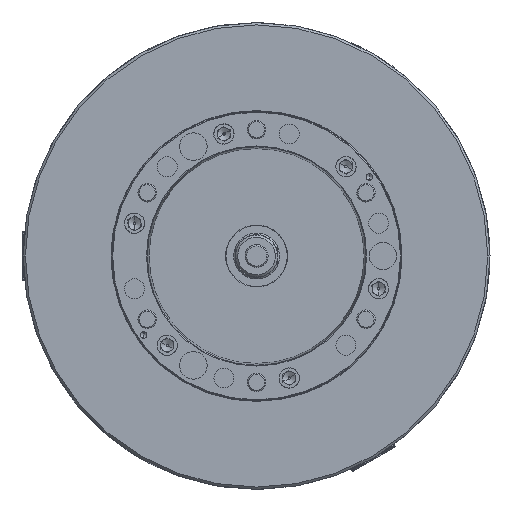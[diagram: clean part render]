
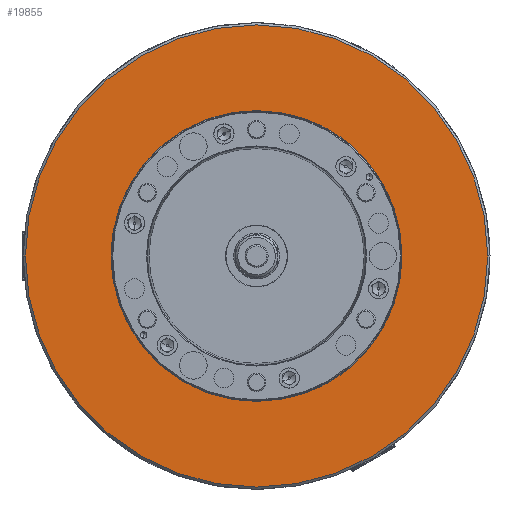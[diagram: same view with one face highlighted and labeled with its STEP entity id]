
A CAD part, left-side view. The second image highlights one B-rep face of the part: STEP entity #19855.
In plain terms, the highlighted planar face has unit normal (-1, 0, 0).
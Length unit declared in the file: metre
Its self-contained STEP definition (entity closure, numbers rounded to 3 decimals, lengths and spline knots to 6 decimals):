
#600 = CARTESIAN_POINT ( 'NONE',  ( -0.127, 0., 0. ) ) ;
#1810 = AXIS2_PLACEMENT_3D ( 'NONE', #4968, #39586, #31645 ) ;
#3499 = CARTESIAN_POINT ( 'NONE',  ( -0.127, 0., 0. ) ) ;
#3819 = AXIS2_PLACEMENT_3D ( 'NONE', #600, #17708, #47962 ) ;
#4968 = CARTESIAN_POINT ( 'NONE',  ( -0.127, 0.19, 0. ) ) ;
#5334 = PLANE ( 'NONE',  #1810 ) ;
#5649 = AXIS2_PLACEMENT_3D ( 'NONE', #38920, #47510, #55853 ) ;
#8164 = CARTESIAN_POINT ( 'NONE',  ( -0.127, -0.19, 0. ) ) ;
#17708 = DIRECTION ( 'NONE',  ( 1., 0., 0. ) ) ;
#19855 = ADVANCED_FACE ( 'NONE', ( #36770, #32055 ), #5334, .T. ) ;
#20977 = DIRECTION ( 'NONE',  ( 0., 1., 0. ) ) ;
#23656 = ORIENTED_EDGE ( 'NONE', *, *, #35276, .F. ) ;
#25100 = VERTEX_POINT ( 'NONE', #53019 ) ;
#25541 = CIRCLE ( 'NONE', #3819, 0.19 ) ;
#25566 = VERTEX_POINT ( 'NONE', #26077 ) ;
#25843 = EDGE_LOOP ( 'NONE', ( #23656, #35946 ) ) ;
#26077 = CARTESIAN_POINT ( 'NONE',  ( -0.127, 0.302, 0. ) ) ;
#26578 = ORIENTED_EDGE ( 'NONE', *, *, #52845, .T. ) ;
#28167 = CIRCLE ( 'NONE', #5649, 0.19 ) ;
#29075 = EDGE_LOOP ( 'NONE', ( #26578, #52924 ) ) ;
#31645 = DIRECTION ( 'NONE',  ( 0., -1., 0. ) ) ;
#32055 = FACE_OUTER_BOUND ( 'NONE', #25843, .T. ) ;
#33579 = AXIS2_PLACEMENT_3D ( 'NONE', #3499, #33765, #20977 ) ;
#33765 = DIRECTION ( 'NONE',  ( 1., 0., 0. ) ) ;
#33811 = CARTESIAN_POINT ( 'NONE',  ( -0.127, -0.302, 0. ) ) ;
#34238 = CARTESIAN_POINT ( 'NONE',  ( -0.127, 0., 0. ) ) ;
#34421 = DIRECTION ( 'NONE',  ( 1., 0., 0. ) ) ;
#34611 = CIRCLE ( 'NONE', #33579, 0.302 ) ;
#35276 = EDGE_CURVE ( 'NONE', #25566, #41735, #37460, .T. ) ;
#35946 = ORIENTED_EDGE ( 'NONE', *, *, #42234, .F. ) ;
#36770 = FACE_BOUND ( 'NONE', #29075, .T. ) ;
#37460 = CIRCLE ( 'NONE', #39855, 0.302 ) ;
#38920 = CARTESIAN_POINT ( 'NONE',  ( -0.127, 0., 0. ) ) ;
#39586 = DIRECTION ( 'NONE',  ( -1., 0., 0. ) ) ;
#39855 = AXIS2_PLACEMENT_3D ( 'NONE', #34238, #34421, #56071 ) ;
#41735 = VERTEX_POINT ( 'NONE', #33811 ) ;
#42234 = EDGE_CURVE ( 'NONE', #41735, #25566, #34611, .T. ) ;
#42998 = VERTEX_POINT ( 'NONE', #8164 ) ;
#47510 = DIRECTION ( 'NONE',  ( 1., 0., 0. ) ) ;
#47962 = DIRECTION ( 'NONE',  ( 0., 1., 0. ) ) ;
#52371 = EDGE_CURVE ( 'NONE', #42998, #25100, #25541, .T. ) ;
#52845 = EDGE_CURVE ( 'NONE', #25100, #42998, #28167, .T. ) ;
#52924 = ORIENTED_EDGE ( 'NONE', *, *, #52371, .T. ) ;
#53019 = CARTESIAN_POINT ( 'NONE',  ( -0.127, 0.19, 0. ) ) ;
#55853 = DIRECTION ( 'NONE',  ( 0., 1., 0. ) ) ;
#56071 = DIRECTION ( 'NONE',  ( 0., 1., 0. ) ) ;
